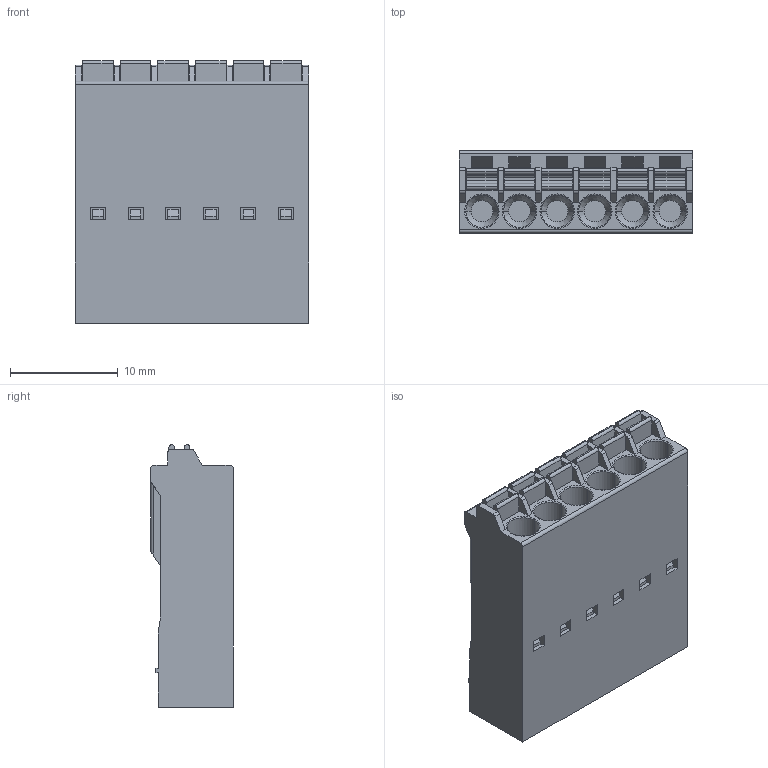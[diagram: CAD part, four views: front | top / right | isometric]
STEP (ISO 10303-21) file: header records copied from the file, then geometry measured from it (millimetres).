
FILE_DESCRIPTION( ('This file contains a STEP AP42 implementation' ,'as created by ZW3D STEP Interface translator.') ,'2;1' );
FILE_NAME( 'WJ15EDGKNR-3.5-06P-14-00A.stp' ,'22 8 5.152453', (''), ('ZWCAD Software Co.'), 'Version 1.0', 'ZW3D to STEP translator', '' );
FILE_SCHEMA(('AUTOMOTIVE_DESIGN { 1 0 10303 214 1 1 1 1 }'));
Length unit declared in the file: millimetre
Products named in the file (2): 0; WJ15EDGKNRT-350-04P
Bounding box: 21.7 x 7.7 x 24.4 mm (x, y, z)
Volume: 2633.9 mm3; surface area: 3925.3 mm2
Topology: 1 solids, 1 shells, 1261 faces, 3404 edges, 2139 vertices
Faces by surface type: plane 927, cylinder 208, cone 90, bspline 24, torus 12
Entity records: 40920 total; most frequent: CARTESIAN_POINT 7816, ORIENTED_EDGE 6784, DIRECTION 6344, EDGE_CURVE 3392, VECTOR 2758, LINE 2758, VERTEX_POINT 2139, AXIS2_PLACEMENT_3D 1793
